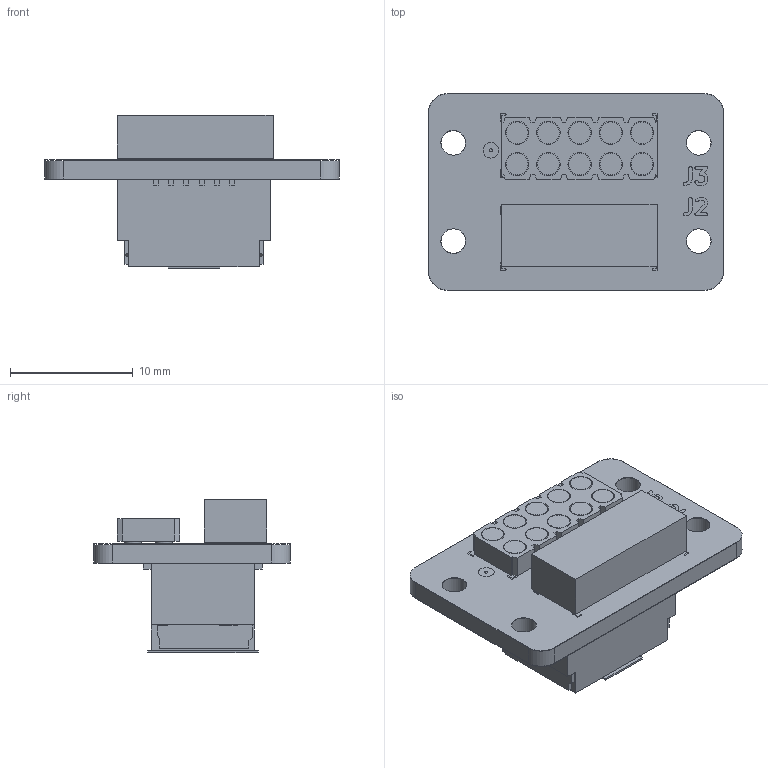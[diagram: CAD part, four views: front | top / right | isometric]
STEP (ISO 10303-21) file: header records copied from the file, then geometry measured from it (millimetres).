
FILE_DESCRIPTION(('KiCad electronic assembly'),'2;1');
FILE_NAME('QuiverAttachPCB.step','2025-06-08T09:46:44',('Pcbnew'),( 'Kicad'),'Open CASCADE STEP processor 7.8','KiCad to STEP converter' ,'Unknown');
FILE_SCHEMA(('AUTOMOTIVE_DESIGN { 1 0 10303 214 1 1 1 1 }'));
Length unit declared in the file: millimetre
Products named in the file (11): QuiverAttachPCB 1; 813-22-010-30-000101; Body; Pins; 419-10-210-30-054000; P4XX-28-011-00-000000_P410-28-011-00-000000; 1954_1954-0-00-15-00-00-03-0; 2077601281; QuiverAttachPCB_silkscreen; QuiverAttachPCB_soldermask; QuiverAttachPCB_PCB
Assembly tree (19 placements, depth 3):
  QuiverAttachPCB 1
    813-22-010-30-000101
      Body
      Pins
    419-10-210-30-054000
      P4XX-28-011-00-000000_P410-28-011-00-000000
      1954_1954-0-00-15-00-00-03-0  x10
    2077601281
    QuiverAttachPCB_silkscreen
    QuiverAttachPCB_soldermask
    QuiverAttachPCB_PCB
Bounding box: 24 x 16 x 12.46 mm (x, y, z)
Volume: 1358.9 mm3; surface area: 3322.4 mm2
Topology: 25 solids, 69 shells, 662 faces, 2201 edges, 1677 vertices
Faces by surface type: plane 483, cylinder 119, cone 60
Full cylindrical faces by diameter (mm): 2 x4, 2.08 x10
Entity records: 22004 total; most frequent: CARTESIAN_POINT 3939, DIRECTION 3282, ORIENTED_EDGE 3157, EDGE_CURVE 1913, LINE 1602, VECTOR 1602, VERTEX_POINT 1497, AXIS2_PLACEMENT_3D 840
